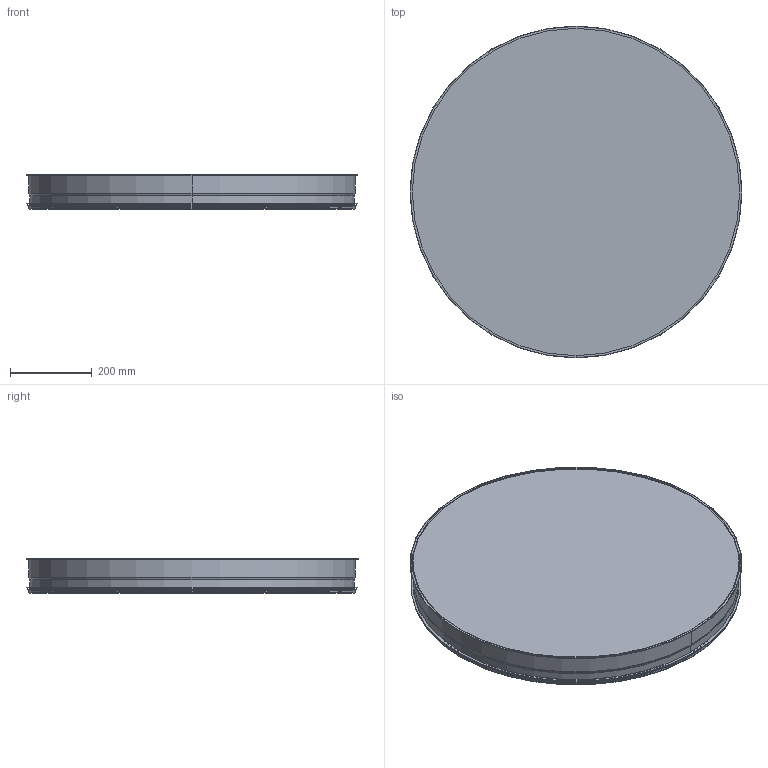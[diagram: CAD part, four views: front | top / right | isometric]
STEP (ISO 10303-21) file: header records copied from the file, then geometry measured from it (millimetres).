
FILE_DESCRIPTION((''),'2;1');
FILE_NAME('HÄL_StoraDimensioner-800.stp','2014-02-21T11:14:41',(''),(''),'Autodesk Inventor 2013','Autodesk Inventor 2013','');
FILE_SCHEMA(('AUTOMOTIVE_DESIGN { 1 2 10303 214 0 1 1 1 }'));
Length unit declared in the file: millimetre
Products named in the file (5): HÄL_StoraDimensioner-800; 116055; StosMedFals-800; StosMedFalsRörämne-800; 999012
Assembly tree (4 placements, depth 3):
  HÄL_StoraDimensioner-800
    116055
    StosMedFals-800
      StosMedFalsRörämne-800
      999012
Bounding box: 813.08 x 813.08 x 85 mm (x, y, z)
Volume: 474902.1 mm3; surface area: 1690134.9 mm2
Topology: 3 solids, 3 shells, 76 faces, 144 edges, 77 vertices
Faces by surface type: plane 38, torus 18, cylinder 14, cone 6
Full cylindrical faces by diameter (mm): 792.85 x1, 793.85 x1, 795.05 x1, 797.65 x5, 798.65 x2, 801.65 x1, 804.05 x1, 809.05 x1, 811 x1
Entity records: 2031 total; most frequent: DIRECTION 372, CARTESIAN_POINT 291, ORIENTED_EDGE 258, AXIS2_PLACEMENT_3D 158, EDGE_CURVE 129, EDGE_LOOP 96, STYLED_ITEM 79, VERTEX_POINT 77
